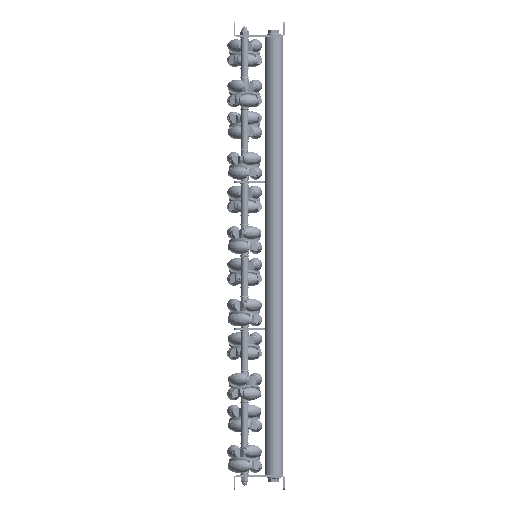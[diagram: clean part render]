
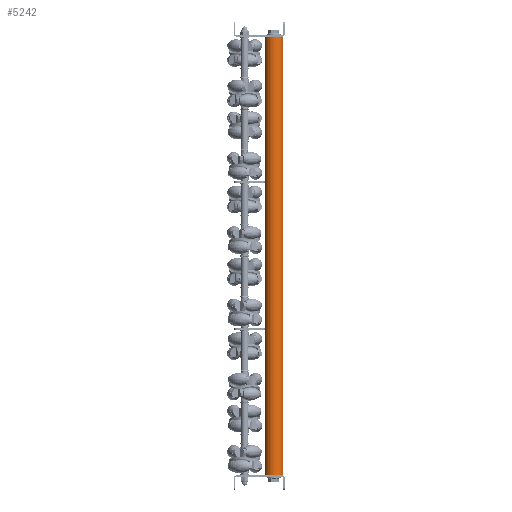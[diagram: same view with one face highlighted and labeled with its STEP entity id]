
A CAD part, left-side view. The second image highlights one B-rep face of the part: STEP entity #5242.
In plain terms, the highlighted cylindrical face has radius 12.5 mm (diameter 25 mm), a partial arc.
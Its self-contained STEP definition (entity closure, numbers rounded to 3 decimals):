
#80 = CARTESIAN_POINT ( 'NONE',  ( 599., 0., 12.5 ) ) ;
#2418 = VERTEX_POINT ( 'NONE', #5408 ) ;
#3029 = VERTEX_POINT ( 'NONE', #80 ) ;
#3356 = ORIENTED_EDGE ( 'NONE', *, *, #3446, .T. ) ;
#3446 = EDGE_CURVE ( 'NONE', #2418, #3029, #5224, .T. ) ;
#3680 = DIRECTION ( 'NONE',  ( 0., 0., -1. ) ) ;
#3756 = CYLINDRICAL_SURFACE ( 'NONE', #4393, 12.5 ) ;
#4326 = AXIS2_PLACEMENT_3D ( 'NONE', #17603, #11561, #11746 ) ;
#4393 = AXIS2_PLACEMENT_3D ( 'NONE', #10568, #6208, #18112 ) ;
#5224 = CIRCLE ( 'NONE', #4326, 12.5 ) ;
#5242 = ADVANCED_FACE ( 'NONE', ( #15281 ), #3756, .T. ) ;
#5281 = DIRECTION ( 'NONE',  ( 1., 0., 0. ) ) ;
#5408 = CARTESIAN_POINT ( 'NONE',  ( 599., 0., -12.5 ) ) ;
#5618 = CARTESIAN_POINT ( 'NONE',  ( 600., 0., -12.5 ) ) ;
#6208 = DIRECTION ( 'NONE',  ( -1., 0., 0. ) ) ;
#6868 = EDGE_LOOP ( 'NONE', ( #13222, #3356, #17164, #11246 ) ) ;
#8645 = CARTESIAN_POINT ( 'NONE',  ( 600., 0., 12.5 ) ) ;
#9468 = CARTESIAN_POINT ( 'NONE',  ( 1., 0., 0. ) ) ;
#9563 = CIRCLE ( 'NONE', #11035, 12.5 ) ;
#10047 = CARTESIAN_POINT ( 'NONE',  ( 1., 0., 12.5 ) ) ;
#10267 = EDGE_CURVE ( 'NONE', #14762, #11576, #9563, .T. ) ;
#10568 = CARTESIAN_POINT ( 'NONE',  ( 600., 0., 0. ) ) ;
#11035 = AXIS2_PLACEMENT_3D ( 'NONE', #9468, #5281, #3680 ) ;
#11246 = ORIENTED_EDGE ( 'NONE', *, *, #10267, .T. ) ;
#11282 = EDGE_CURVE ( 'NONE', #3029, #14762, #17496, .T. ) ;
#11561 = DIRECTION ( 'NONE',  ( -1., 0., 0. ) ) ;
#11576 = VERTEX_POINT ( 'NONE', #16780 ) ;
#11746 = DIRECTION ( 'NONE',  ( 0., 0., -1. ) ) ;
#11809 = EDGE_CURVE ( 'NONE', #2418, #11576, #18581, .T. ) ;
#12883 = DIRECTION ( 'NONE',  ( -1., 0., 0. ) ) ;
#13195 = VECTOR ( 'NONE', #15702, 1000. ) ;
#13222 = ORIENTED_EDGE ( 'NONE', *, *, #11809, .F. ) ;
#14762 = VERTEX_POINT ( 'NONE', #10047 ) ;
#15281 = FACE_OUTER_BOUND ( 'NONE', #6868, .T. ) ;
#15557 = VECTOR ( 'NONE', #12883, 1000. ) ;
#15702 = DIRECTION ( 'NONE',  ( -1., 0., 0. ) ) ;
#16780 = CARTESIAN_POINT ( 'NONE',  ( 1., 0., -12.5 ) ) ;
#17164 = ORIENTED_EDGE ( 'NONE', *, *, #11282, .T. ) ;
#17496 = LINE ( 'NONE', #8645, #13195 ) ;
#17603 = CARTESIAN_POINT ( 'NONE',  ( 599., 0., 0. ) ) ;
#18112 = DIRECTION ( 'NONE',  ( 0., 0., 1. ) ) ;
#18581 = LINE ( 'NONE', #5618, #15557 ) ;
